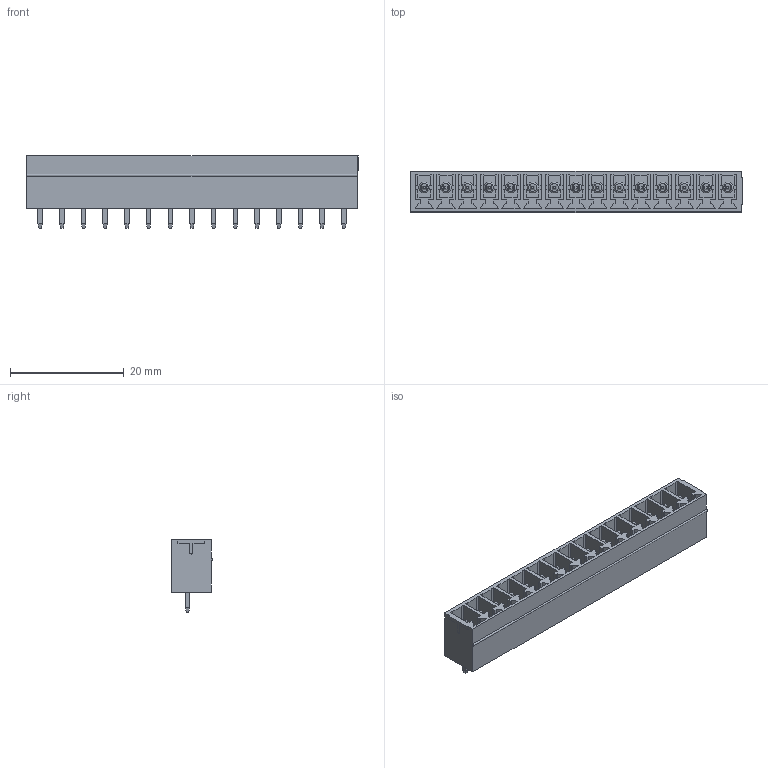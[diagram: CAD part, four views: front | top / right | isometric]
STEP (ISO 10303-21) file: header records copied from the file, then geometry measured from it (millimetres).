
FILE_DESCRIPTION( ( 'Unknown' ), '1' );
FILE_NAME( '691321300015.stp', 'Unknown', ( 'Unknown' ), ( 'Unknown' ), 'PSStep 14.0', 'Unknown', ' ' );
FILE_SCHEMA( ( 'AUTOMOTIVE_DESIGN { 1 0 10303 214 1 1 1 1 }' ) );
Length unit declared in the file: millimetre
Products named in the file (3): Assem1; 6913213000xx_PIN; 691321300015
Assembly tree (16 placements, depth 2):
  Assem1
    6913213000xx_PIN  x15
    691321300015
Bounding box: 58.34 x 7.2 x 12.7 mm (x, y, z)
Volume: 1873.5 mm3; surface area: 5558.6 mm2
Topology: 16 solids, 16 shells, 879 faces, 2346 edges, 1514 vertices
Faces by surface type: plane 816, cylinder 48, torus 15
Full cylindrical faces by diameter (mm): 1.9 x15
Entity records: 27280 total; most frequent: CARTESIAN_POINT 3884, ORIENTED_EDGE 3818, DIRECTION 3420, EDGE_CURVE 1909, LINE 1798, VECTOR 1798, VERTEX_POINT 1275, AXIS2_PLACEMENT_3D 811
